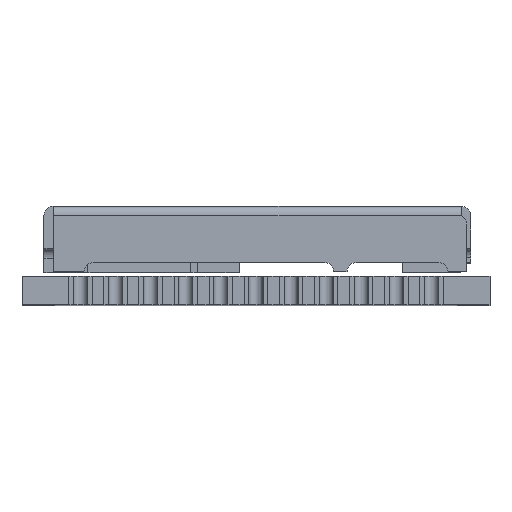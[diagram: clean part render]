
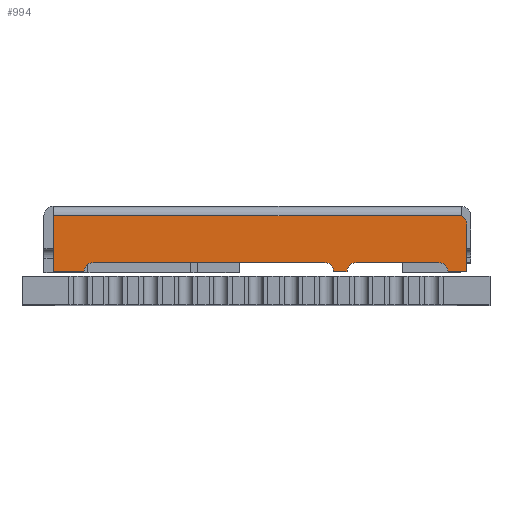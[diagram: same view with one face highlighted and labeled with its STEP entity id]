
A CAD part, top view. The second image highlights one B-rep face of the part: STEP entity #994.
In plain terms, the highlighted face is planar.
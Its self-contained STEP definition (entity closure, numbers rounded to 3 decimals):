
#994 = ADVANCED_FACE ( 'NONE', ( #5028 ), #5618, .T. ) ;
#1950 = ORIENTED_EDGE ( 'NONE', *, *, #2496, .F. ) ;
#1951 = ORIENTED_EDGE ( 'NONE', *, *, #2497, .F. ) ;
#1952 = ORIENTED_EDGE ( 'NONE', *, *, #2493, .T. ) ;
#1953 = ORIENTED_EDGE ( 'NONE', *, *, #2498, .T. ) ;
#1954 = ORIENTED_EDGE ( 'NONE', *, *, #2499, .T. ) ;
#1955 = ORIENTED_EDGE ( 'NONE', *, *, #2500, .T. ) ;
#1956 = ORIENTED_EDGE ( 'NONE', *, *, #2501, .T. ) ;
#1957 = ORIENTED_EDGE ( 'NONE', *, *, #2502, .T. ) ;
#1958 = ORIENTED_EDGE ( 'NONE', *, *, #2503, .T. ) ;
#1959 = ORIENTED_EDGE ( 'NONE', *, *, #2504, .T. ) ;
#1960 = ORIENTED_EDGE ( 'NONE', *, *, #2505, .T. ) ;
#1961 = ORIENTED_EDGE ( 'NONE', *, *, #2506, .T. ) ;
#1962 = ORIENTED_EDGE ( 'NONE', *, *, #2507, .T. ) ;
#2206 = EDGE_LOOP ( 'NONE', ( #1950, #1951, #1952, #1953, #1954, #1955, #1956, #1957, #1958, #1959, #1960, #1961, #1962 ) ) ;
#2493 = EDGE_CURVE ( 'NONE', #3377, #3381, #10155, .T. ) ;
#2496 = EDGE_CURVE ( 'NONE', #3379, #3271, #10156, .T. ) ;
#2497 = EDGE_CURVE ( 'NONE', #3377, #3379, #10160, .T. ) ;
#2498 = EDGE_CURVE ( 'NONE', #3381, #3380, #10164, .T. ) ;
#2499 = EDGE_CURVE ( 'NONE', #3380, #3277, #10166, .T. ) ;
#2500 = EDGE_CURVE ( 'NONE', #3277, #3369, #10167, .T. ) ;
#2501 = EDGE_CURVE ( 'NONE', #3369, #3284, #10169, .T. ) ;
#2502 = EDGE_CURVE ( 'NONE', #3284, #3286, #10170, .T. ) ;
#2503 = EDGE_CURVE ( 'NONE', #3286, #3285, #10172, .T. ) ;
#2504 = EDGE_CURVE ( 'NONE', #3285, #3287, #10173, .T. ) ;
#2505 = EDGE_CURVE ( 'NONE', #3287, #3289, #10175, .T. ) ;
#2506 = EDGE_CURVE ( 'NONE', #3289, #3288, #10176, .T. ) ;
#2507 = EDGE_CURVE ( 'NONE', #3288, #3271, #10178, .T. ) ;
#3271 = VERTEX_POINT ( 'NONE', #10931 ) ;
#3277 = VERTEX_POINT ( 'NONE', #10945 ) ;
#3284 = VERTEX_POINT ( 'NONE', #10934 ) ;
#3285 = VERTEX_POINT ( 'NONE', #10951 ) ;
#3286 = VERTEX_POINT ( 'NONE', #10946 ) ;
#3287 = VERTEX_POINT ( 'NONE', #10952 ) ;
#3288 = VERTEX_POINT ( 'NONE', #10953 ) ;
#3289 = VERTEX_POINT ( 'NONE', #10948 ) ;
#3369 = VERTEX_POINT ( 'NONE', #10955 ) ;
#3377 = VERTEX_POINT ( 'NONE', #10958 ) ;
#3379 = VERTEX_POINT ( 'NONE', #10970 ) ;
#3380 = VERTEX_POINT ( 'NONE', #10959 ) ;
#3381 = VERTEX_POINT ( 'NONE', #10971 ) ;
#4843 = CARTESIAN_POINT ( 'NONE',  ( 0.49, 9.454, 1.4 ) ) ;
#5028 = FACE_OUTER_BOUND ( 'NONE', #2206, .T. ) ;
#5618 = PLANE ( 'NONE',  #5780 ) ;
#5780 = AXIS2_PLACEMENT_3D ( 'NONE', #4843, #6048, #6049 ) ;
#6048 = DIRECTION ( 'NONE',  ( -1., 0., 0. ) ) ;
#6049 = DIRECTION ( 'NONE',  ( 0., 0., 1. ) ) ;
#7977 = AXIS2_PLACEMENT_3D ( 'NONE', #9773, #9774, #9775 ) ;
#7978 = AXIS2_PLACEMENT_3D ( 'NONE', #9778, #9779, #9780 ) ;
#7979 = AXIS2_PLACEMENT_3D ( 'NONE', #9783, #9784, #9785 ) ;
#7980 = AXIS2_PLACEMENT_3D ( 'NONE', #9788, #9789, #9790 ) ;
#7981 = AXIS2_PLACEMENT_3D ( 'NONE', #9793, #9794, #9795 ) ;
#9755 = CARTESIAN_POINT ( 'NONE',  ( 0.49, 9.454, 0. ) ) ;
#9757 = CARTESIAN_POINT ( 'NONE',  ( 0.49, 0.737, 1.2 ) ) ;
#9762 = CARTESIAN_POINT ( 'NONE',  ( 0.49, 9.444, 1.4 ) ) ;
#9763 = DIRECTION ( 'NONE',  ( 0., -1., 0. ) ) ;
#9766 = DIRECTION ( 'NONE',  ( 0., -1., 0. ) ) ;
#9768 = DIRECTION ( 'NONE',  ( 0., -1., 0. ) ) ;
#9769 = CARTESIAN_POINT ( 'NONE',  ( 0.49, 9.454, 0.2 ) ) ;
#9770 = DIRECTION ( 'NONE',  ( 0., 0., 1. ) ) ;
#9771 = CARTESIAN_POINT ( 'NONE',  ( 0.49, 9.454, 0. ) ) ;
#9772 = DIRECTION ( 'NONE',  ( 0., -1., 0. ) ) ;
#9773 = CARTESIAN_POINT ( 'NONE',  ( 0.49, 8.599, 0. ) ) ;
#9774 = DIRECTION ( 'NONE',  ( 1., 0., 0. ) ) ;
#9775 = DIRECTION ( 'NONE',  ( 0., 0., -1. ) ) ;
#9776 = CARTESIAN_POINT ( 'NONE',  ( 0.49, 9.454, 0.2 ) ) ;
#9777 = DIRECTION ( 'NONE',  ( 0., -1., 0. ) ) ;
#9778 = CARTESIAN_POINT ( 'NONE',  ( 0.49, 3.66, 0. ) ) ;
#9779 = DIRECTION ( 'NONE',  ( 1., 0., 0. ) ) ;
#9780 = DIRECTION ( 'NONE',  ( 0., 0., -1. ) ) ;
#9781 = CARTESIAN_POINT ( 'NONE',  ( 0.49, 9.454, 0. ) ) ;
#9782 = DIRECTION ( 'NONE',  ( 0., -1., 0. ) ) ;
#9783 = CARTESIAN_POINT ( 'NONE',  ( 0.49, 2.977, 0. ) ) ;
#9784 = DIRECTION ( 'NONE',  ( 1., 0., 0. ) ) ;
#9785 = DIRECTION ( 'NONE',  ( 0., 0., -1. ) ) ;
#9788 = CARTESIAN_POINT ( 'NONE',  ( 0.49, 1.216, 0. ) ) ;
#9789 = DIRECTION ( 'NONE',  ( 1., 0., 0. ) ) ;
#9790 = DIRECTION ( 'NONE',  ( 0., 0., -1. ) ) ;
#9791 = CARTESIAN_POINT ( 'NONE',  ( 0.49, 0.617, 1.4 ) ) ;
#9792 = DIRECTION ( 'NONE',  ( 0., 0., 1. ) ) ;
#9793 = CARTESIAN_POINT ( 'NONE',  ( 0.49, 0.817, 1.017 ) ) ;
#9794 = DIRECTION ( 'NONE',  ( -1., 0., 0. ) ) ;
#9795 = DIRECTION ( 'NONE',  ( 0., 0., 1. ) ) ;
#10155 = LINE ( 'NONE', #9755, #10157 ) ;
#10156 = LINE ( 'NONE', #9757, #10163 ) ;
#10157 = VECTOR ( 'NONE', #9763, 1000. ) ;
#10160 = LINE ( 'NONE', #9762, #10165 ) ;
#10163 = VECTOR ( 'NONE', #9768, 1000. ) ;
#10164 = CIRCLE ( 'NONE', #7977, 0.2 ) ;
#10165 = VECTOR ( 'NONE', #9770, 1000. ) ;
#10166 = LINE ( 'NONE', #9769, #10168 ) ;
#10167 = CIRCLE ( 'NONE', #7978, 0.2 ) ;
#10168 = VECTOR ( 'NONE', #9766, 1000. ) ;
#10169 = LINE ( 'NONE', #9771, #10171 ) ;
#10170 = CIRCLE ( 'NONE', #7979, 0.2 ) ;
#10171 = VECTOR ( 'NONE', #9772, 1000. ) ;
#10172 = LINE ( 'NONE', #9776, #10174 ) ;
#10173 = CIRCLE ( 'NONE', #7980, 0.2 ) ;
#10174 = VECTOR ( 'NONE', #9777, 1000. ) ;
#10175 = LINE ( 'NONE', #9781, #10177 ) ;
#10176 = LINE ( 'NONE', #9791, #10179 ) ;
#10177 = VECTOR ( 'NONE', #9782, 1000. ) ;
#10178 = CIRCLE ( 'NONE', #7981, 0.2 ) ;
#10179 = VECTOR ( 'NONE', #9792, 1000. ) ;
#10931 = CARTESIAN_POINT ( 'NONE',  ( 0.49, 0.737, 1.2 ) ) ;
#10934 = CARTESIAN_POINT ( 'NONE',  ( 0.49, 3.177, 0. ) ) ;
#10945 = CARTESIAN_POINT ( 'NONE',  ( 0.49, 3.66, 0.2 ) ) ;
#10946 = CARTESIAN_POINT ( 'NONE',  ( 0.49, 2.977, 0.2 ) ) ;
#10948 = CARTESIAN_POINT ( 'NONE',  ( 0.49, 0.617, 0. ) ) ;
#10951 = CARTESIAN_POINT ( 'NONE',  ( 0.49, 1.216, 0.2 ) ) ;
#10952 = CARTESIAN_POINT ( 'NONE',  ( 0.49, 1.016, 0. ) ) ;
#10953 = CARTESIAN_POINT ( 'NONE',  ( 0.49, 0.617, 1.017 ) ) ;
#10955 = CARTESIAN_POINT ( 'NONE',  ( 0.49, 3.46, 0. ) ) ;
#10958 = CARTESIAN_POINT ( 'NONE',  ( 0.49, 9.444, 0. ) ) ;
#10959 = CARTESIAN_POINT ( 'NONE',  ( 0.49, 8.599, 0.2 ) ) ;
#10970 = CARTESIAN_POINT ( 'NONE',  ( 0.49, 9.444, 1.2 ) ) ;
#10971 = CARTESIAN_POINT ( 'NONE',  ( 0.49, 8.799, 0. ) ) ;
